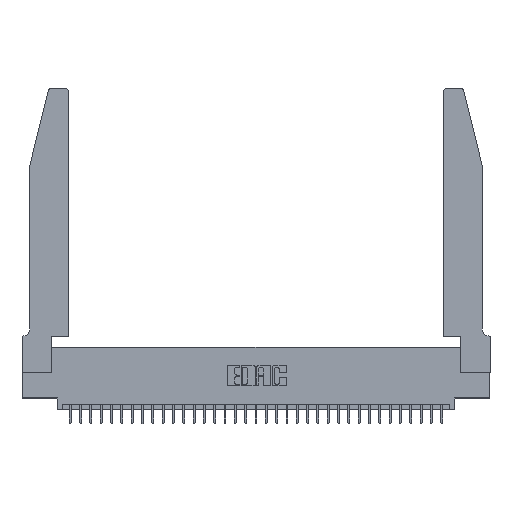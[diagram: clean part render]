
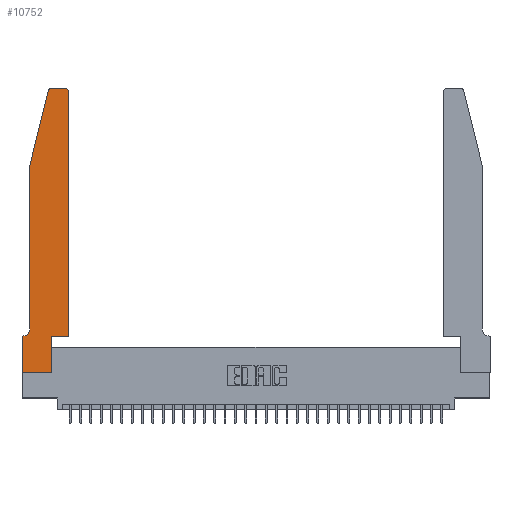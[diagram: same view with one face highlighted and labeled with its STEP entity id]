
A CAD part, top view. The second image highlights one B-rep face of the part: STEP entity #10752.
In plain terms, the highlighted planar face has unit normal (0, 0, 1).
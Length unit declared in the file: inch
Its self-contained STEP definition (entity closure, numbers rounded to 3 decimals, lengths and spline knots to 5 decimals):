
#30 = PLANE ( 'NONE',  #20820 ) ;
#458 = DIRECTION ( 'NONE',  ( 1., 0., 0. ) ) ;
#623 = CARTESIAN_POINT ( 'NONE',  ( 0.0055, 0.35, 0.37 ) ) ;
#1082 = CIRCLE ( 'NONE', #14018, 0.03 ) ;
#1485 = ORIENTED_EDGE ( 'NONE', *, *, #11916, .T. ) ;
#1734 = VERTEX_POINT ( 'NONE', #15531 ) ;
#2040 = ORIENTED_EDGE ( 'NONE', *, *, #3742, .T. ) ;
#2326 = EDGE_CURVE ( 'NONE', #27976, #18902, #10523, .T. ) ;
#2708 = ORIENTED_EDGE ( 'NONE', *, *, #22865, .T. ) ;
#3017 = DIRECTION ( 'NONE',  ( 1., 0., 0. ) ) ;
#3742 = EDGE_CURVE ( 'NONE', #32833, #1734, #24524, .T. ) ;
#4327 = CARTESIAN_POINT ( 'NONE',  ( 0.284, 2.75, 0.37 ) ) ;
#4402 = CARTESIAN_POINT ( 'NONE',  ( 0.284, 2.72, 0.37 ) ) ;
#4409 = CIRCLE ( 'NONE', #6098, 0.07 ) ;
#4586 = DIRECTION ( 'NONE',  ( 0., 0., 1. ) ) ;
#4733 = CIRCLE ( 'NONE', #10837, 0.03 ) ;
#4838 = EDGE_LOOP ( 'NONE', ( #1485, #2708, #33351, #26010, #6570, #27258, #17326, #14720, #19640, #2040, #28132, #24175 ) ) ;
#5252 = LINE ( 'NONE', #32123, #13378 ) ;
#5459 = LINE ( 'NONE', #16342, #22084 ) ;
#6098 = AXIS2_PLACEMENT_3D ( 'NONE', #22516, #17411, #24990 ) ;
#6570 = ORIENTED_EDGE ( 'NONE', *, *, #20939, .T. ) ;
#7190 = CARTESIAN_POINT ( 'NONE',  ( 0., 0.35, 0.37 ) ) ;
#7921 = CARTESIAN_POINT ( 'NONE',  ( 0., 0., 0.37 ) ) ;
#7967 = CARTESIAN_POINT ( 'NONE',  ( 0.2865, 0.35, 0.37 ) ) ;
#8301 = VECTOR ( 'NONE', #23698, 39.37008 ) ;
#8671 = EDGE_CURVE ( 'NONE', #25186, #27976, #23859, .T. ) ;
#9227 = CARTESIAN_POINT ( 'NONE',  ( 0.2865, 0., 0.37 ) ) ;
#9307 = VERTEX_POINT ( 'NONE', #21446 ) ;
#9819 = VECTOR ( 'NONE', #28597, 39.37008 ) ;
#9980 = LINE ( 'NONE', #17865, #9819 ) ;
#10506 = CARTESIAN_POINT ( 'NONE',  ( 0.4205, 2.72, 0.37 ) ) ;
#10523 = LINE ( 'NONE', #13181, #8301 ) ;
#10752 = ADVANCED_FACE ( 'NONE', ( #27071 ), #30, .T. ) ;
#10837 = AXIS2_PLACEMENT_3D ( 'NONE', #10506, #26482, #23862 ) ;
#10908 = DIRECTION ( 'NONE',  ( 1., 0., 0. ) ) ;
#11916 = EDGE_CURVE ( 'NONE', #33068, #30113, #34342, .T. ) ;
#12844 = DIRECTION ( 'NONE',  ( 1., 0., 0. ) ) ;
#13181 = CARTESIAN_POINT ( 'NONE',  ( 0., 0., 0.37 ) ) ;
#13378 = VECTOR ( 'NONE', #24053, 39.37008 ) ;
#14018 = AXIS2_PLACEMENT_3D ( 'NONE', #4402, #4586, #12844 ) ;
#14112 = EDGE_CURVE ( 'NONE', #9307, #33068, #4733, .T. ) ;
#14720 = ORIENTED_EDGE ( 'NONE', *, *, #33224, .T. ) ;
#15531 = CARTESIAN_POINT ( 'NONE',  ( 0.4505, 0.35, 0.37 ) ) ;
#16342 = CARTESIAN_POINT ( 'NONE',  ( 0.0755, 2., 0.37 ) ) ;
#16514 = EDGE_CURVE ( 'NONE', #18098, #32833, #9980, .T. ) ;
#17140 = EDGE_CURVE ( 'NONE', #1734, #9307, #18710, .T. ) ;
#17326 = ORIENTED_EDGE ( 'NONE', *, *, #2326, .T. ) ;
#17411 = DIRECTION ( 'NONE',  ( 0., 0., -1. ) ) ;
#17865 = CARTESIAN_POINT ( 'NONE',  ( 0.2865, 0.35, 0.37 ) ) ;
#18098 = VERTEX_POINT ( 'NONE', #9227 ) ;
#18710 = LINE ( 'NONE', #31394, #29466 ) ;
#18902 = VERTEX_POINT ( 'NONE', #23363 ) ;
#19640 = ORIENTED_EDGE ( 'NONE', *, *, #16514, .T. ) ;
#20053 = VECTOR ( 'NONE', #458, 39.37008 ) ;
#20820 = AXIS2_PLACEMENT_3D ( 'NONE', #26559, #24106, #3017 ) ;
#20894 = VECTOR ( 'NONE', #32406, 39.37008 ) ;
#20939 = EDGE_CURVE ( 'NONE', #31437, #25186, #4409, .T. ) ;
#21158 = CARTESIAN_POINT ( 'NONE',  ( 0.2605, 2.75, 0.37 ) ) ;
#21446 = CARTESIAN_POINT ( 'NONE',  ( 0.4505, 2.72, 0.37 ) ) ;
#21690 = CARTESIAN_POINT ( 'NONE',  ( 0.4505, 0.35, 0.37 ) ) ;
#21845 = VECTOR ( 'NONE', #21881, 39.37008 ) ;
#21881 = DIRECTION ( 'NONE',  ( -1., 0., 0. ) ) ;
#22084 = VECTOR ( 'NONE', #30390, 39.37008 ) ;
#22428 = VERTEX_POINT ( 'NONE', #34279 ) ;
#22516 = CARTESIAN_POINT ( 'NONE',  ( 0.0055, 0.42, 0.37 ) ) ;
#22865 = EDGE_CURVE ( 'NONE', #30113, #22428, #1082, .T. ) ;
#23363 = CARTESIAN_POINT ( 'NONE',  ( 0., 0., 0.37 ) ) ;
#23543 = EDGE_CURVE ( 'NONE', #34571, #31437, #5459, .T. ) ;
#23698 = DIRECTION ( 'NONE',  ( 0., -1., 0. ) ) ;
#23859 = LINE ( 'NONE', #32101, #21845 ) ;
#23862 = DIRECTION ( 'NONE',  ( 1., 0., 0. ) ) ;
#24053 = DIRECTION ( 'NONE',  ( -0.239, -0.971, 0. ) ) ;
#24106 = DIRECTION ( 'NONE',  ( 0., 0., 1. ) ) ;
#24175 = ORIENTED_EDGE ( 'NONE', *, *, #14112, .T. ) ;
#24249 = LINE ( 'NONE', #7921, #30781 ) ;
#24524 = LINE ( 'NONE', #21690, #20053 ) ;
#24990 = DIRECTION ( 'NONE',  ( -1., 0., 0. ) ) ;
#25186 = VERTEX_POINT ( 'NONE', #623 ) ;
#26010 = ORIENTED_EDGE ( 'NONE', *, *, #23543, .T. ) ;
#26482 = DIRECTION ( 'NONE',  ( 0., 0., 1. ) ) ;
#26559 = CARTESIAN_POINT ( 'NONE',  ( 0., 0.35, 0.37 ) ) ;
#27071 = FACE_OUTER_BOUND ( 'NONE', #4838, .T. ) ;
#27258 = ORIENTED_EDGE ( 'NONE', *, *, #8671, .T. ) ;
#27976 = VERTEX_POINT ( 'NONE', #7190 ) ;
#28132 = ORIENTED_EDGE ( 'NONE', *, *, #17140, .T. ) ;
#28350 = CARTESIAN_POINT ( 'NONE',  ( 0.0755, 0.42, 0.37 ) ) ;
#28597 = DIRECTION ( 'NONE',  ( 0., 1., 0. ) ) ;
#28992 = CARTESIAN_POINT ( 'NONE',  ( 0.0755, 2., 0.37 ) ) ;
#29006 = CARTESIAN_POINT ( 'NONE',  ( 0.4205, 2.75, 0.37 ) ) ;
#29265 = DIRECTION ( 'NONE',  ( 0., 1., 0. ) ) ;
#29466 = VECTOR ( 'NONE', #29265, 39.37008 ) ;
#30113 = VERTEX_POINT ( 'NONE', #4327 ) ;
#30390 = DIRECTION ( 'NONE',  ( 0., -1., 0. ) ) ;
#30781 = VECTOR ( 'NONE', #10908, 39.37008 ) ;
#31394 = CARTESIAN_POINT ( 'NONE',  ( 0.4505, 0.35, 0.37 ) ) ;
#31437 = VERTEX_POINT ( 'NONE', #28350 ) ;
#32101 = CARTESIAN_POINT ( 'NONE',  ( 0.0755, 0.35, 0.37 ) ) ;
#32123 = CARTESIAN_POINT ( 'NONE',  ( 0.0755, 2., 0.37 ) ) ;
#32406 = DIRECTION ( 'NONE',  ( -1., 0., 0. ) ) ;
#32453 = EDGE_CURVE ( 'NONE', #22428, #34571, #5252, .T. ) ;
#32833 = VERTEX_POINT ( 'NONE', #7967 ) ;
#33068 = VERTEX_POINT ( 'NONE', #29006 ) ;
#33224 = EDGE_CURVE ( 'NONE', #18902, #18098, #24249, .T. ) ;
#33351 = ORIENTED_EDGE ( 'NONE', *, *, #32453, .T. ) ;
#34279 = CARTESIAN_POINT ( 'NONE',  ( 0.25487, 2.72718, 0.37 ) ) ;
#34342 = LINE ( 'NONE', #21158, #20894 ) ;
#34571 = VERTEX_POINT ( 'NONE', #28992 ) ;
